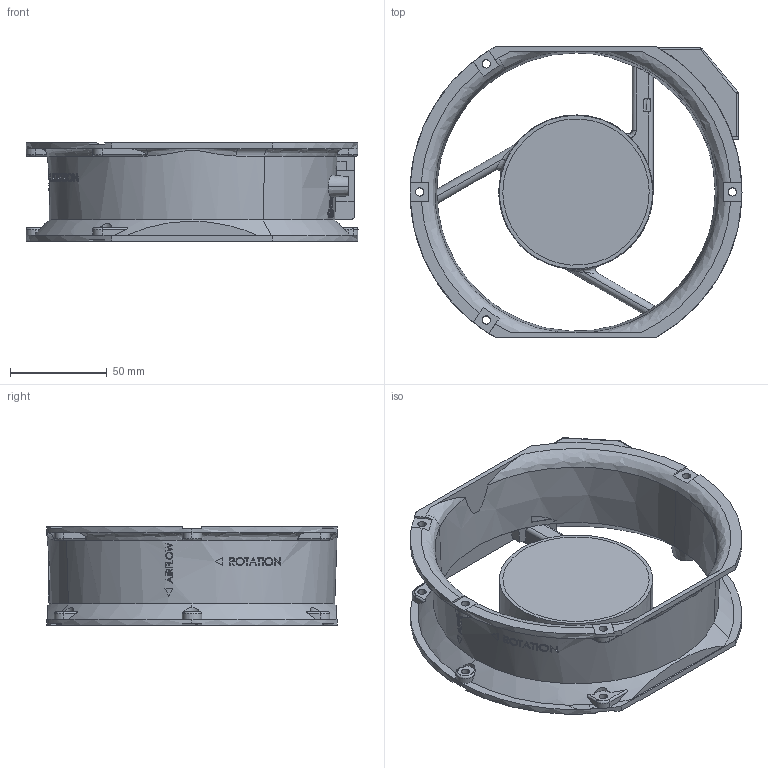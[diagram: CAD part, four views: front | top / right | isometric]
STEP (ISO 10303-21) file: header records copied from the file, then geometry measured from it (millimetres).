
FILE_DESCRIPTION (( 'STEP AP203' ), '1' );
FILE_NAME ('OA5920_m2_frame.stp', '2022-11-07T16:28:55', ( '' ), ( '' ), 'SwSTEP 2.0', 'SolidWorks 2018', '' );
FILE_SCHEMA (( 'CONFIG_CONTROL_DESIGN' ));
Length unit declared in the file: millimetre
Products named in the file (1): OA5920_m2_frame
Bounding box: 172 x 150.58 x 51 mm (x, y, z)
Volume: 236878.7 mm3; surface area: 90919.5 mm2
Topology: 1 solids, 1 shells, 731 faces, 2035 edges, 1315 vertices
Faces by surface type: plane 335, bspline 222, cylinder 116, cone 49, torus 5, sphere 4
Entity records: 39876 total; most frequent: CARTESIAN_POINT 23354, ORIENTED_EDGE 4046, DIRECTION 2559, EDGE_CURVE 2023, VERTEX_POINT 1315, AXIS2_PLACEMENT_3D 871, VECTOR 817, LINE 817
